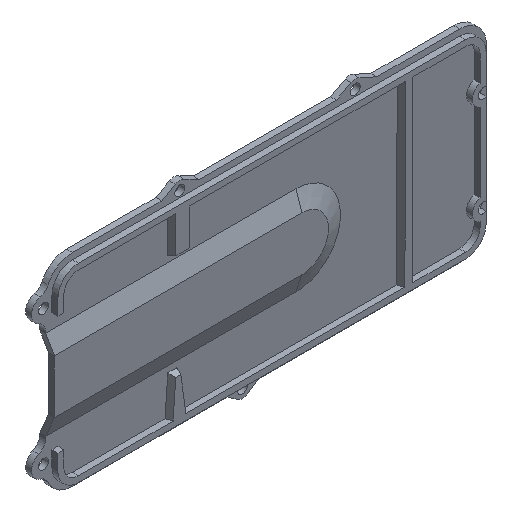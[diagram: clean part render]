
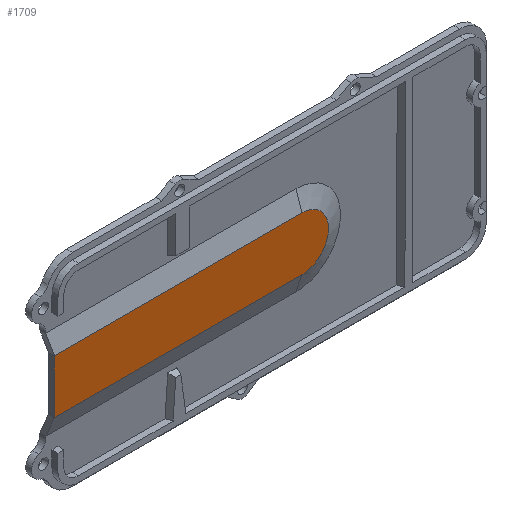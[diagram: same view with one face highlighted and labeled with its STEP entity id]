
A CAD part, isometric view. The second image highlights one B-rep face of the part: STEP entity #1709.
In plain terms, the highlighted planar face has unit normal (0, -1, 0).
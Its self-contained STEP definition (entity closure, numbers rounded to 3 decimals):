
#67=PLANE('',#1882);
#142=FACE_OUTER_BOUND('',#243,.T.);
#243=EDGE_LOOP('',(#1499,#1500,#1501,#1502));
#427=LINE('',#2858,#606);
#428=LINE('',#2861,#607);
#429=LINE('',#2862,#608);
#606=VECTOR('',#2324,6.);
#607=VECTOR('',#2327,10.);
#608=VECTOR('',#2328,6.);
#703=CIRCLE('',#1878,9.);
#864=VERTEX_POINT('',#2844);
#865=VERTEX_POINT('',#2846);
#867=VERTEX_POINT('',#2854);
#868=VERTEX_POINT('',#2860);
#1090=EDGE_CURVE('',#865,#864,#703,.T.);
#1095=EDGE_CURVE('',#867,#865,#427,.T.);
#1096=EDGE_CURVE('',#867,#868,#428,.T.);
#1097=EDGE_CURVE('',#864,#868,#429,.T.);
#1499=ORIENTED_EDGE('',*,*,#1095,.F.);
#1500=ORIENTED_EDGE('',*,*,#1096,.T.);
#1501=ORIENTED_EDGE('',*,*,#1097,.F.);
#1502=ORIENTED_EDGE('',*,*,#1090,.F.);
#1709=ADVANCED_FACE('',(#142),#67,.F.);
#1878=AXIS2_PLACEMENT_3D('',#2848,#2312,#2313);
#1882=AXIS2_PLACEMENT_3D('',#2859,#2325,#2326);
#2312=DIRECTION('center_axis',(0.,1.,0.));
#2313=DIRECTION('ref_axis',(0.,0.,1.));
#2324=DIRECTION('',(1.,0.,0.));
#2325=DIRECTION('center_axis',(0.,1.,0.));
#2326=DIRECTION('ref_axis',(0.,0.,1.));
#2327=DIRECTION('',(0.,0.,-1.));
#2328=DIRECTION('',(-1.,0.,0.));
#2844=CARTESIAN_POINT('',(80.,11.454,-9.));
#2846=CARTESIAN_POINT('',(80.,11.454,9.));
#2848=CARTESIAN_POINT('Origin',(80.,11.454,0.));
#2854=CARTESIAN_POINT('',(-3.069,11.454,9.));
#2858=CARTESIAN_POINT('',(50.,11.454,9.));
#2859=CARTESIAN_POINT('Origin',(74.,11.454,0.));
#2860=CARTESIAN_POINT('',(-3.069,11.454,-9.));
#2861=CARTESIAN_POINT('',(-3.069,11.454,-7.501));
#2862=CARTESIAN_POINT('',(77.,11.454,-9.));
